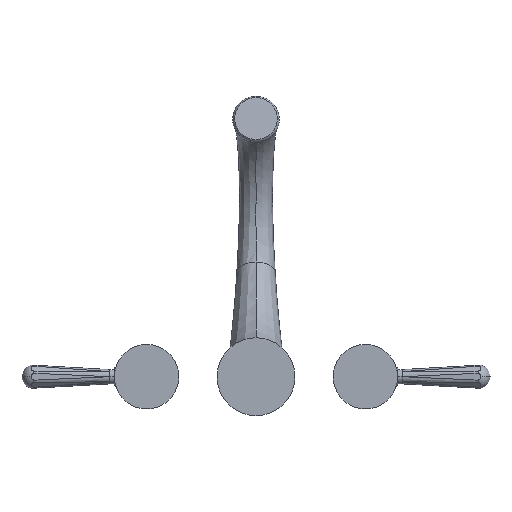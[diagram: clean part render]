
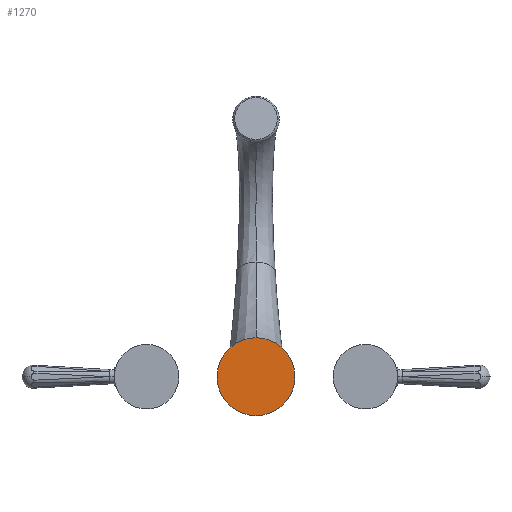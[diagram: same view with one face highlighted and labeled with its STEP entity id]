
A CAD part, front view. The second image highlights one B-rep face of the part: STEP entity #1270.
In plain terms, the highlighted planar face has unit normal (0, -1, 0).
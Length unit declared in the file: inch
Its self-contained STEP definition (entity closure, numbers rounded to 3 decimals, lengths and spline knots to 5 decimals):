
#288=CARTESIAN_POINT('',(0.,0.,0.));
#289=DIRECTION('',(0.,1.,0.));
#290=DIRECTION('',(1.,0.,0.));
#291=AXIS2_PLACEMENT_3D('',#288,#289,#290);
#293=CARTESIAN_POINT('',(0.,0.,0.));
#294=DIRECTION('',(0.,-1.,0.));
#295=DIRECTION('',(1.,0.,0.));
#296=AXIS2_PLACEMENT_3D('',#293,#294,#295);
#298=CARTESIAN_POINT('',(1.425,0.,0.));
#300=VERTEX_POINT('',#298);
#302=CARTESIAN_POINT('',(-1.425,0.,0.));
#304=VERTEX_POINT('',#302);
#1261=CARTESIAN_POINT('',(0.,0.,0.));
#1262=DIRECTION('',(0.,-1.,0.));
#1263=DIRECTION('',(-1.,0.,0.));
#1264=AXIS2_PLACEMENT_3D('',#1261,#1262,#1263);
#1265=PLANE('',#1264);
#1266=ORIENTED_EDGE('',*,*,#1254,.F.);
#1267=ORIENTED_EDGE('',*,*,#1243,.T.);
#1268=EDGE_LOOP('',(#1266,#1267));
#1269=FACE_OUTER_BOUND('',#1268,.F.);
#1270=ADVANCED_FACE('',(#1269),#1265,.T.);
#292=CIRCLE('',#291,1.425);
#297=CIRCLE('',#296,1.425);
#1243=EDGE_CURVE('',#300,#304,#292,.T.);
#1254=EDGE_CURVE('',#300,#304,#297,.T.);
